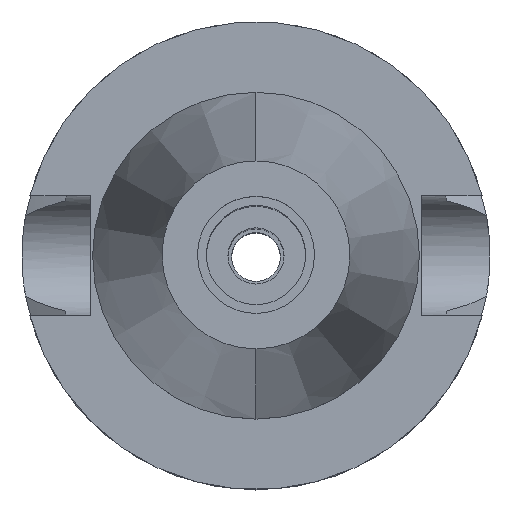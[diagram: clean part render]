
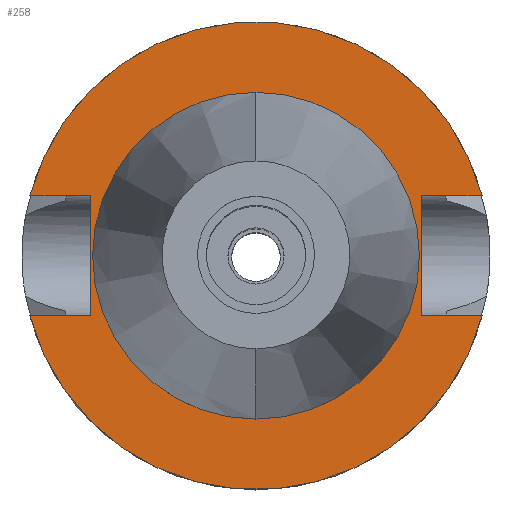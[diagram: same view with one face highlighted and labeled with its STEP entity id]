
A CAD part, top view. The second image highlights one B-rep face of the part: STEP entity #258.
In plain terms, the highlighted planar face has unit normal (0, 0, 1).
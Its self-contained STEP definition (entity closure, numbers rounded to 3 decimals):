
#43 = LINE ( 'NONE', #2556, #379 ) ;
#74 = AXIS2_PLACEMENT_3D ( 'NONE', #624, #1563, #2567 ) ;
#80 = CARTESIAN_POINT ( 'NONE',  ( -48.321, -12.85, -1.5 ) ) ;
#147 = ORIENTED_EDGE ( 'NONE', *, *, #1868, .F. ) ;
#222 = LINE ( 'NONE', #1516, #1344 ) ;
#237 = AXIS2_PLACEMENT_3D ( 'NONE', #2845, #2915, #2237 ) ;
#258 = ADVANCED_FACE ( 'NONE', ( #566, #2876 ), #3116, .F. ) ;
#270 = LINE ( 'NONE', #1454, #3114 ) ;
#367 = EDGE_CURVE ( 'NONE', #677, #1939, #2113, .T. ) ;
#373 = AXIS2_PLACEMENT_3D ( 'NONE', #793, #1508, #2003 ) ;
#379 = VECTOR ( 'NONE', #784, 1000. ) ;
#396 = AXIS2_PLACEMENT_3D ( 'NONE', #2307, #3103, #1645 ) ;
#425 = ORIENTED_EDGE ( 'NONE', *, *, #2733, .F. ) ;
#441 = EDGE_CURVE ( 'NONE', #677, #1548, #1091, .T. ) ;
#477 = EDGE_LOOP ( 'NONE', ( #2402, #147 ) ) ;
#526 = ORIENTED_EDGE ( 'NONE', *, *, #1522, .T. ) ;
#566 = FACE_OUTER_BOUND ( 'NONE', #1495, .T. ) ;
#624 = CARTESIAN_POINT ( 'NONE',  ( 0., 0., -1.5 ) ) ;
#660 = CIRCLE ( 'NONE', #237, 50. ) ;
#677 = VERTEX_POINT ( 'NONE', #682 ) ;
#682 = CARTESIAN_POINT ( 'NONE',  ( -35.4, -12.85, -1.5 ) ) ;
#755 = CARTESIAN_POINT ( 'NONE',  ( 48.321, -12.85, -1.5 ) ) ;
#784 = DIRECTION ( 'NONE',  ( -1., 0., 0. ) ) ;
#793 = CARTESIAN_POINT ( 'NONE',  ( 0., 0., -1.5 ) ) ;
#892 = ORIENTED_EDGE ( 'NONE', *, *, #1039, .F. ) ;
#972 = DIRECTION ( 'NONE',  ( 0., 1., 0. ) ) ;
#986 = DIRECTION ( 'NONE',  ( 1., 0., 0. ) ) ;
#1039 = EDGE_CURVE ( 'NONE', #2560, #1188, #222, .T. ) ;
#1057 = VERTEX_POINT ( 'NONE', #1245 ) ;
#1091 = LINE ( 'NONE', #3154, #1291 ) ;
#1175 = ORIENTED_EDGE ( 'NONE', *, *, #441, .T. ) ;
#1188 = VERTEX_POINT ( 'NONE', #1420 ) ;
#1210 = CARTESIAN_POINT ( 'NONE',  ( 48.321, 12.85, -1.5 ) ) ;
#1245 = CARTESIAN_POINT ( 'NONE',  ( 0., -34.925, -1.5 ) ) ;
#1285 = DIRECTION ( 'NONE',  ( 0., -1., 0. ) ) ;
#1291 = VECTOR ( 'NONE', #2427, 1000. ) ;
#1344 = VECTOR ( 'NONE', #1285, 1000. ) ;
#1420 = CARTESIAN_POINT ( 'NONE',  ( 35.4, -12.85, -1.5 ) ) ;
#1423 = EDGE_CURVE ( 'NONE', #1188, #1440, #270, .T. ) ;
#1426 = VERTEX_POINT ( 'NONE', #3003 ) ;
#1440 = VERTEX_POINT ( 'NONE', #755 ) ;
#1454 = CARTESIAN_POINT ( 'NONE',  ( 35.4, -12.85, -1.5 ) ) ;
#1495 = EDGE_LOOP ( 'NONE', ( #1175, #425, #1923, #892, #526, #2592, #1512, #3074 ) ) ;
#1498 = VECTOR ( 'NONE', #2044, 1000. ) ;
#1508 = DIRECTION ( 'NONE',  ( 0., 0., -1. ) ) ;
#1512 = ORIENTED_EDGE ( 'NONE', *, *, #2355, .F. ) ;
#1516 = CARTESIAN_POINT ( 'NONE',  ( 35.4, 12.85, -1.5 ) ) ;
#1522 = EDGE_CURVE ( 'NONE', #2560, #2581, #2486, .T. ) ;
#1530 = CARTESIAN_POINT ( 'NONE',  ( -35.4, 12.85, -1.5 ) ) ;
#1548 = VERTEX_POINT ( 'NONE', #80 ) ;
#1563 = DIRECTION ( 'NONE',  ( 0., 0., -1. ) ) ;
#1645 = DIRECTION ( 'NONE',  ( 0., -1., 0. ) ) ;
#1728 = CARTESIAN_POINT ( 'NONE',  ( 0., 34.925, -1.5 ) ) ;
#1735 = EDGE_CURVE ( 'NONE', #1764, #1057, #1972, .T. ) ;
#1764 = VERTEX_POINT ( 'NONE', #1728 ) ;
#1819 = AXIS2_PLACEMENT_3D ( 'NONE', #2157, #2958, #972 ) ;
#1868 = EDGE_CURVE ( 'NONE', #1057, #1764, #3215, .T. ) ;
#1888 = EDGE_CURVE ( 'NONE', #1426, #2581, #660, .T. ) ;
#1923 = ORIENTED_EDGE ( 'NONE', *, *, #1423, .F. ) ;
#1939 = VERTEX_POINT ( 'NONE', #1530 ) ;
#1972 = CIRCLE ( 'NONE', #1819, 34.925 ) ;
#2003 = DIRECTION ( 'NONE',  ( 0., -1., 0. ) ) ;
#2044 = DIRECTION ( 'NONE',  ( 1., 0., 0. ) ) ;
#2065 = VECTOR ( 'NONE', #3083, 1000. ) ;
#2113 = LINE ( 'NONE', #3110, #2065 ) ;
#2157 = CARTESIAN_POINT ( 'NONE',  ( 0., 0., -1.5 ) ) ;
#2237 = DIRECTION ( 'NONE',  ( 0., 1., 0. ) ) ;
#2307 = CARTESIAN_POINT ( 'NONE',  ( 0., 0., -1.5 ) ) ;
#2355 = EDGE_CURVE ( 'NONE', #1939, #1426, #43, .T. ) ;
#2402 = ORIENTED_EDGE ( 'NONE', *, *, #1735, .F. ) ;
#2427 = DIRECTION ( 'NONE',  ( -1., 0., 0. ) ) ;
#2486 = LINE ( 'NONE', #3065, #1498 ) ;
#2556 = CARTESIAN_POINT ( 'NONE',  ( -35.4, 12.85, -1.5 ) ) ;
#2560 = VERTEX_POINT ( 'NONE', #2930 ) ;
#2567 = DIRECTION ( 'NONE',  ( 0., -1., 0. ) ) ;
#2581 = VERTEX_POINT ( 'NONE', #1210 ) ;
#2592 = ORIENTED_EDGE ( 'NONE', *, *, #1888, .F. ) ;
#2733 = EDGE_CURVE ( 'NONE', #1440, #1548, #2838, .T. ) ;
#2838 = CIRCLE ( 'NONE', #373, 50. ) ;
#2845 = CARTESIAN_POINT ( 'NONE',  ( 0., 0., -1.5 ) ) ;
#2876 = FACE_BOUND ( 'NONE', #477, .T. ) ;
#2915 = DIRECTION ( 'NONE',  ( 0., 0., -1. ) ) ;
#2930 = CARTESIAN_POINT ( 'NONE',  ( 35.4, 12.85, -1.5 ) ) ;
#2958 = DIRECTION ( 'NONE',  ( 0., 0., 1. ) ) ;
#3003 = CARTESIAN_POINT ( 'NONE',  ( -48.321, 12.85, -1.5 ) ) ;
#3065 = CARTESIAN_POINT ( 'NONE',  ( 35.4, 12.85, -1.5 ) ) ;
#3074 = ORIENTED_EDGE ( 'NONE', *, *, #367, .F. ) ;
#3083 = DIRECTION ( 'NONE',  ( 0., 1., 0. ) ) ;
#3103 = DIRECTION ( 'NONE',  ( 0., 0., 1. ) ) ;
#3110 = CARTESIAN_POINT ( 'NONE',  ( -35.4, -12.85, -1.5 ) ) ;
#3114 = VECTOR ( 'NONE', #986, 1000. ) ;
#3116 = PLANE ( 'NONE',  #74 ) ;
#3154 = CARTESIAN_POINT ( 'NONE',  ( -35.4, -12.85, -1.5 ) ) ;
#3215 = CIRCLE ( 'NONE', #396, 34.925 ) ;
